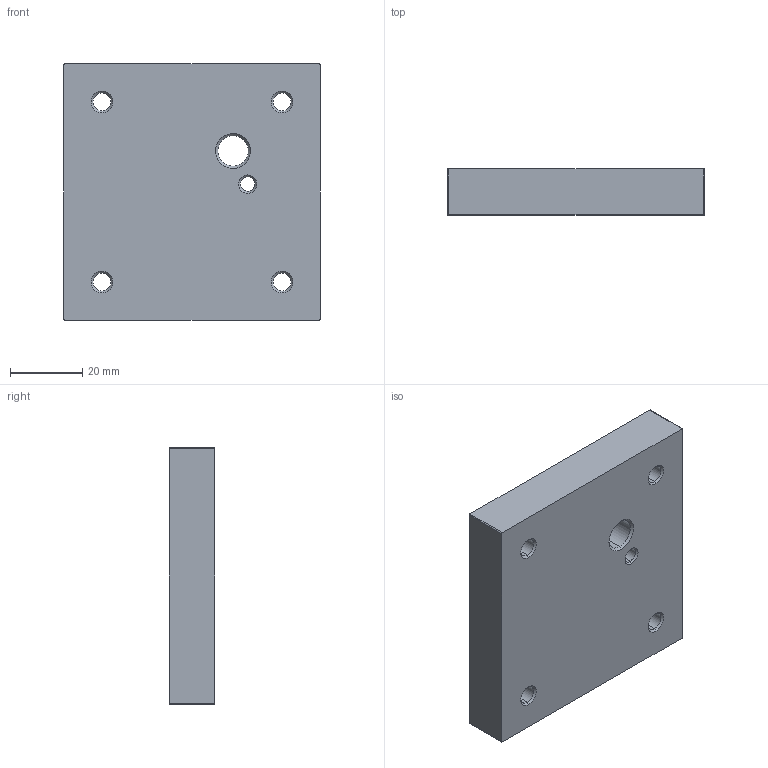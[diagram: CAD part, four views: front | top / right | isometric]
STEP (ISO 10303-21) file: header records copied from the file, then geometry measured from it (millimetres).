
FILE_DESCRIPTION (( 'STEP AP214' ), '1' );
FILE_NAME ('Caster base plate for POC001 Wheels on Agilent Base Plate STEP.STEP', '2025-01-22T01:01:21', ( '' ), ( '' ), 'SwSTEP 2.0', 'SolidWorks 2023', '' );
FILE_SCHEMA (( 'AUTOMOTIVE_DESIGN' ));
Length unit declared in the file: inch
Products named in the file (1): Caster base plate for POC001 Wheels on Agilent Base Plate STEP
Bounding box: 71.12 x 12.7 x 71.12 mm (x, y, z)
Volume: 62334.5 mm3; surface area: 14663.7 mm2
Topology: 1 solids, 1 shells, 46 faces, 108 edges, 64 vertices
Faces by surface type: cone 24, cylinder 16, plane 6
Entity records: 1367 total; most frequent: DIRECTION 258, CARTESIAN_POINT 219, ORIENTED_EDGE 216, EDGE_CURVE 108, AXIS2_PLACEMENT_3D 103, VERTEX_POINT 64, EDGE_LOOP 58, CIRCLE 56
